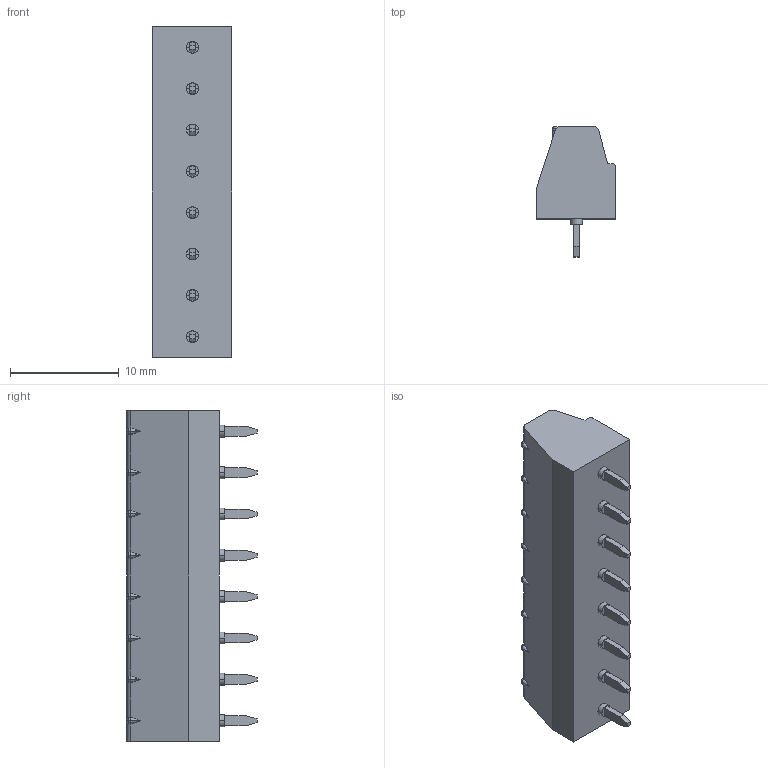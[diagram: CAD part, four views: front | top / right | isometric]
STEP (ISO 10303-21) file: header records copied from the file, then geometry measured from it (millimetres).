
FILE_DESCRIPTION(('STEP AP242'),'1');
FILE_NAME('1727078.stp','2022-01-15T06:06:59',('TraceParts'),('TraceParts S.A.'),'Spatial InterOp 3D',' ',' ');
FILE_SCHEMA(('AP242_MANAGED_MODEL_BASED_3D_ENGINEERING_MIM_LF {1 0 10303 442 1 1 4}'));
Length unit declared in the file: millimetre
Products named in the file (1): 1727078
Bounding box: 7.3 x 12 x 30.48 mm (x, y, z)
Volume: 1484.4 mm3; surface area: 1358.7 mm2
Topology: 1 solids, 1 shells, 475 faces, 1223 edges, 754 vertices
Faces by surface type: plane 330, cylinder 97, torus 32, cone 16
Entity records: 18959 total; most frequent: CARTESIAN_POINT 3549, DIRECTION 2457, ORIENTED_EDGE 2382, EDGE_CURVE 1191, AXIS2_PLACEMENT_3D 822, LINE 813, VECTOR 813, VERTEX_POINT 754
